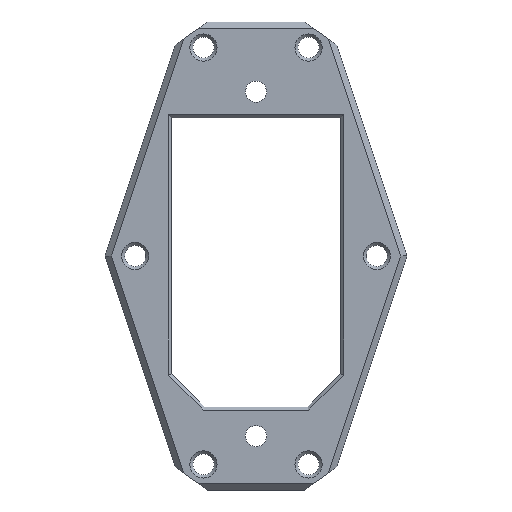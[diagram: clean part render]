
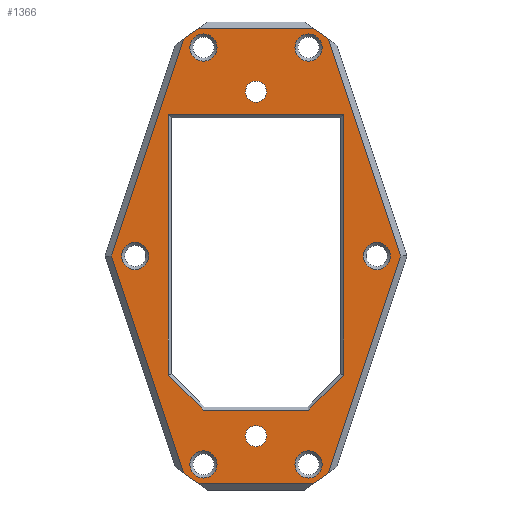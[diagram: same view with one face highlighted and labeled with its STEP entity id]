
A CAD part, front view. The second image highlights one B-rep face of the part: STEP entity #1366.
In plain terms, the highlighted planar face has unit normal (0, -1, 0).
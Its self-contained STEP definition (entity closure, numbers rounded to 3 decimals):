
#31=FACE_BOUND('',#173,.T.);
#32=FACE_BOUND('',#174,.T.);
#33=FACE_BOUND('',#175,.T.);
#34=FACE_BOUND('',#176,.T.);
#35=FACE_BOUND('',#177,.T.);
#36=FACE_BOUND('',#178,.T.);
#37=FACE_BOUND('',#179,.T.);
#38=FACE_BOUND('',#180,.T.);
#39=FACE_BOUND('',#181,.T.);
#53=CIRCLE('',#1457,2.25);
#54=CIRCLE('',#1458,2.25);
#55=CIRCLE('',#1459,2.25);
#56=CIRCLE('',#1460,1.75);
#57=CIRCLE('',#1461,1.75);
#58=CIRCLE('',#1462,2.25);
#59=CIRCLE('',#1463,2.25);
#60=CIRCLE('',#1464,2.25);
#96=FACE_OUTER_BOUND('',#172,.T.);
#172=EDGE_LOOP('',(#997,#998,#999,#1000,#1001,#1002,#1003,#1004,#1005,#1006));
#173=EDGE_LOOP('',(#1007));
#174=EDGE_LOOP('',(#1008));
#175=EDGE_LOOP('',(#1009));
#176=EDGE_LOOP('',(#1010));
#177=EDGE_LOOP('',(#1011));
#178=EDGE_LOOP('',(#1012));
#179=EDGE_LOOP('',(#1013));
#180=EDGE_LOOP('',(#1014));
#181=EDGE_LOOP('',(#1015,#1016,#1017,#1018,#1019,#1020));
#279=LINE('',#1973,#449);
#283=LINE('',#1982,#453);
#288=LINE('',#1992,#458);
#290=LINE('',#1995,#460);
#293=LINE('',#2001,#463);
#296=LINE('',#2005,#466);
#304=LINE('',#2023,#474);
#305=LINE('',#2025,#475);
#306=LINE('',#2027,#476);
#307=LINE('',#2029,#477);
#308=LINE('',#2031,#478);
#309=LINE('',#2033,#479);
#310=LINE('',#2035,#480);
#311=LINE('',#2037,#481);
#312=LINE('',#2039,#482);
#313=LINE('',#2040,#483);
#449=VECTOR('',#1599,10.);
#453=VECTOR('',#1605,10.);
#458=VECTOR('',#1612,10.);
#460=VECTOR('',#1616,10.);
#463=VECTOR('',#1621,10.);
#466=VECTOR('',#1626,10.);
#474=VECTOR('',#1642,10.);
#475=VECTOR('',#1643,10.);
#476=VECTOR('',#1644,10.);
#477=VECTOR('',#1645,10.);
#478=VECTOR('',#1646,10.);
#479=VECTOR('',#1647,10.);
#480=VECTOR('',#1648,10.);
#481=VECTOR('',#1649,10.);
#482=VECTOR('',#1650,10.);
#483=VECTOR('',#1651,10.);
#609=VERTEX_POINT('',#1971);
#610=VERTEX_POINT('',#1972);
#613=VERTEX_POINT('',#1980);
#614=VERTEX_POINT('',#1981);
#618=VERTEX_POINT('',#1991);
#620=VERTEX_POINT('',#2000);
#625=VERTEX_POINT('',#2021);
#626=VERTEX_POINT('',#2022);
#627=VERTEX_POINT('',#2024);
#628=VERTEX_POINT('',#2026);
#629=VERTEX_POINT('',#2028);
#630=VERTEX_POINT('',#2030);
#631=VERTEX_POINT('',#2032);
#632=VERTEX_POINT('',#2034);
#633=VERTEX_POINT('',#2036);
#634=VERTEX_POINT('',#2038);
#635=VERTEX_POINT('',#2041);
#636=VERTEX_POINT('',#2043);
#637=VERTEX_POINT('',#2045);
#638=VERTEX_POINT('',#2047);
#639=VERTEX_POINT('',#2049);
#640=VERTEX_POINT('',#2051);
#641=VERTEX_POINT('',#2053);
#642=VERTEX_POINT('',#2055);
#745=EDGE_CURVE('',#609,#610,#279,.T.);
#749=EDGE_CURVE('',#613,#614,#283,.T.);
#754=EDGE_CURVE('',#614,#618,#288,.T.);
#756=EDGE_CURVE('',#610,#613,#290,.T.);
#759=EDGE_CURVE('',#618,#620,#293,.T.);
#762=EDGE_CURVE('',#620,#609,#296,.T.);
#770=EDGE_CURVE('',#625,#626,#304,.T.);
#771=EDGE_CURVE('',#627,#625,#305,.T.);
#772=EDGE_CURVE('',#628,#627,#306,.T.);
#773=EDGE_CURVE('',#629,#628,#307,.T.);
#774=EDGE_CURVE('',#630,#629,#308,.T.);
#775=EDGE_CURVE('',#631,#630,#309,.T.);
#776=EDGE_CURVE('',#632,#631,#310,.T.);
#777=EDGE_CURVE('',#633,#632,#311,.T.);
#778=EDGE_CURVE('',#634,#633,#312,.T.);
#779=EDGE_CURVE('',#626,#634,#313,.T.);
#780=EDGE_CURVE('',#635,#635,#53,.T.);
#781=EDGE_CURVE('',#636,#636,#54,.T.);
#782=EDGE_CURVE('',#637,#637,#55,.T.);
#783=EDGE_CURVE('',#638,#638,#56,.T.);
#784=EDGE_CURVE('',#639,#639,#57,.T.);
#785=EDGE_CURVE('',#640,#640,#58,.T.);
#786=EDGE_CURVE('',#641,#641,#59,.T.);
#787=EDGE_CURVE('',#642,#642,#60,.T.);
#997=ORIENTED_EDGE('',*,*,#770,.F.);
#998=ORIENTED_EDGE('',*,*,#771,.F.);
#999=ORIENTED_EDGE('',*,*,#772,.F.);
#1000=ORIENTED_EDGE('',*,*,#773,.F.);
#1001=ORIENTED_EDGE('',*,*,#774,.F.);
#1002=ORIENTED_EDGE('',*,*,#775,.F.);
#1003=ORIENTED_EDGE('',*,*,#776,.F.);
#1004=ORIENTED_EDGE('',*,*,#777,.F.);
#1005=ORIENTED_EDGE('',*,*,#778,.F.);
#1006=ORIENTED_EDGE('',*,*,#779,.F.);
#1007=ORIENTED_EDGE('',*,*,#780,.F.);
#1008=ORIENTED_EDGE('',*,*,#781,.F.);
#1009=ORIENTED_EDGE('',*,*,#782,.F.);
#1010=ORIENTED_EDGE('',*,*,#783,.T.);
#1011=ORIENTED_EDGE('',*,*,#784,.T.);
#1012=ORIENTED_EDGE('',*,*,#785,.F.);
#1013=ORIENTED_EDGE('',*,*,#786,.F.);
#1014=ORIENTED_EDGE('',*,*,#787,.F.);
#1015=ORIENTED_EDGE('',*,*,#749,.F.);
#1016=ORIENTED_EDGE('',*,*,#756,.F.);
#1017=ORIENTED_EDGE('',*,*,#745,.F.);
#1018=ORIENTED_EDGE('',*,*,#762,.F.);
#1019=ORIENTED_EDGE('',*,*,#759,.F.);
#1020=ORIENTED_EDGE('',*,*,#754,.F.);
#1306=PLANE('',#1456);
#1366=ADVANCED_FACE('',(#96,#31,#32,#33,#34,#35,#36,#37,#38,#39),#1306,
 .T.);
#1456=AXIS2_PLACEMENT_3D('',#2020,#1640,#1641);
#1457=AXIS2_PLACEMENT_3D('',#2042,#1652,#1653);
#1458=AXIS2_PLACEMENT_3D('',#2044,#1654,#1655);
#1459=AXIS2_PLACEMENT_3D('',#2046,#1656,#1657);
#1460=AXIS2_PLACEMENT_3D('',#2048,#1658,#1659);
#1461=AXIS2_PLACEMENT_3D('',#2050,#1660,#1661);
#1462=AXIS2_PLACEMENT_3D('',#2052,#1662,#1663);
#1463=AXIS2_PLACEMENT_3D('',#2054,#1664,#1665);
#1464=AXIS2_PLACEMENT_3D('',#2056,#1666,#1667);
#1599=DIRECTION('',(0.,0.,1.));
#1605=DIRECTION('',(0.,0.,-1.));
#1612=DIRECTION('',(0.707,0.,-0.707));
#1616=DIRECTION('',(-1.,0.,0.));
#1621=DIRECTION('',(1.,0.,0.));
#1626=DIRECTION('',(0.707,0.,0.707));
#1640=DIRECTION('center_axis',(0.,-1.,0.));
#1641=DIRECTION('ref_axis',(1.,0.,0.));
#1642=DIRECTION('',(0.316,0.,-0.949));
#1643=DIRECTION('',(0.811,0.,-0.585));
#1644=DIRECTION('',(1.,0.,0.));
#1645=DIRECTION('',(0.811,0.,0.585));
#1646=DIRECTION('',(0.316,0.,0.949));
#1647=DIRECTION('',(-0.316,0.,0.949));
#1648=DIRECTION('',(-0.811,0.,0.585));
#1649=DIRECTION('',(-1.,0.,0.));
#1650=DIRECTION('',(-0.811,0.,-0.585));
#1651=DIRECTION('',(-0.316,0.,-0.949));
#1652=DIRECTION('center_axis',(0.,-1.,0.));
#1653=DIRECTION('ref_axis',(0.,0.,1.));
#1654=DIRECTION('center_axis',(0.,-1.,0.));
#1655=DIRECTION('ref_axis',(0.,0.,1.));
#1656=DIRECTION('center_axis',(0.,-1.,0.));
#1657=DIRECTION('ref_axis',(0.,0.,1.));
#1658=DIRECTION('center_axis',(0.,1.,0.));
#1659=DIRECTION('ref_axis',(1.,0.,0.));
#1660=DIRECTION('center_axis',(0.,1.,0.));
#1661=DIRECTION('ref_axis',(1.,0.,0.));
#1662=DIRECTION('center_axis',(0.,-1.,0.));
#1663=DIRECTION('ref_axis',(0.,0.,1.));
#1664=DIRECTION('center_axis',(0.,-1.,0.));
#1665=DIRECTION('ref_axis',(0.,0.,1.));
#1666=DIRECTION('center_axis',(0.,-1.,0.));
#1667=DIRECTION('ref_axis',(0.,0.,1.));
#1971=CARTESIAN_POINT('',(14.5,-6.,-19.707));
#1972=CARTESIAN_POINT('',(14.5,-6.,23.4));
#1973=CARTESIAN_POINT('',(14.5,-6.,11.45));
#1980=CARTESIAN_POINT('',(-14.5,-6.,23.4));
#1981=CARTESIAN_POINT('',(-14.5,-6.,-19.707));
#1982=CARTESIAN_POINT('',(-14.5,-6.,-12.5));
#1991=CARTESIAN_POINT('',(-8.707,-6.,-25.5));
#1992=CARTESIAN_POINT('',(-14.354,-6.,-19.854));
#1995=CARTESIAN_POINT('',(-7.,-6.,23.4));
#2000=CARTESIAN_POINT('',(8.707,-6.,-25.5));
#2001=CARTESIAN_POINT('',(7.,-6.,-25.5));
#2005=CARTESIAN_POINT('',(14.354,-6.,-19.854));
#2020=CARTESIAN_POINT('Origin',(0.,-6.,0.));
#2021=CARTESIAN_POINT('',(11.984,-6.,35.887));
#2022=CARTESIAN_POINT('',(23.946,-6.,0.));
#2023=CARTESIAN_POINT('',(19.657,-6.,12.867));
#2024=CARTESIAN_POINT('',(9.422,-6.,37.733));
#2025=CARTESIAN_POINT('',(15.271,-6.,33.518));
#2026=CARTESIAN_POINT('',(-9.422,-6.,37.733));
#2027=CARTESIAN_POINT('',(3.106,-6.,37.733));
#2028=CARTESIAN_POINT('',(-11.984,-6.,35.887));
#2029=CARTESIAN_POINT('',(-17.245,-6.,32.095));
#2030=CARTESIAN_POINT('',(-23.946,-6.,0.));
#2031=CARTESIAN_POINT('',(-19.657,-6.,12.867));
#2032=CARTESIAN_POINT('',(-11.984,-6.,-35.887));
#2033=CARTESIAN_POINT('',(-19.657,-6.,-12.867));
#2034=CARTESIAN_POINT('',(-9.422,-6.,-37.733));
#2035=CARTESIAN_POINT('',(-15.271,-6.,-33.518));
#2036=CARTESIAN_POINT('',(9.422,-6.,-37.733));
#2037=CARTESIAN_POINT('',(-3.106,-6.,-37.733));
#2038=CARTESIAN_POINT('',(11.984,-6.,-35.887));
#2039=CARTESIAN_POINT('',(17.245,-6.,-32.095));
#2040=CARTESIAN_POINT('',(19.657,-6.,-12.867));
#2041=CARTESIAN_POINT('',(20.,-6.,-2.25));
#2042=CARTESIAN_POINT('Origin',(20.,-6.,0.));
#2043=CARTESIAN_POINT('',(-8.7,-6.,-36.75));
#2044=CARTESIAN_POINT('Origin',(-8.7,-6.,-34.5));
#2045=CARTESIAN_POINT('',(8.7,-6.,32.25));
#2046=CARTESIAN_POINT('Origin',(8.7,-6.,34.5));
#2047=CARTESIAN_POINT('',(-1.75,-6.,27.2));
#2048=CARTESIAN_POINT('Origin',(0.,-6.,27.2));
#2049=CARTESIAN_POINT('',(-1.75,-6.,-29.8));
#2050=CARTESIAN_POINT('Origin',(0.,-6.,-29.8));
#2051=CARTESIAN_POINT('',(-8.7,-6.,32.25));
#2052=CARTESIAN_POINT('Origin',(-8.7,-6.,34.5));
#2053=CARTESIAN_POINT('',(-20.,-6.,-2.25));
#2054=CARTESIAN_POINT('Origin',(-20.,-6.,0.));
#2055=CARTESIAN_POINT('',(8.7,-6.,-36.75));
#2056=CARTESIAN_POINT('Origin',(8.7,-6.,-34.5));
